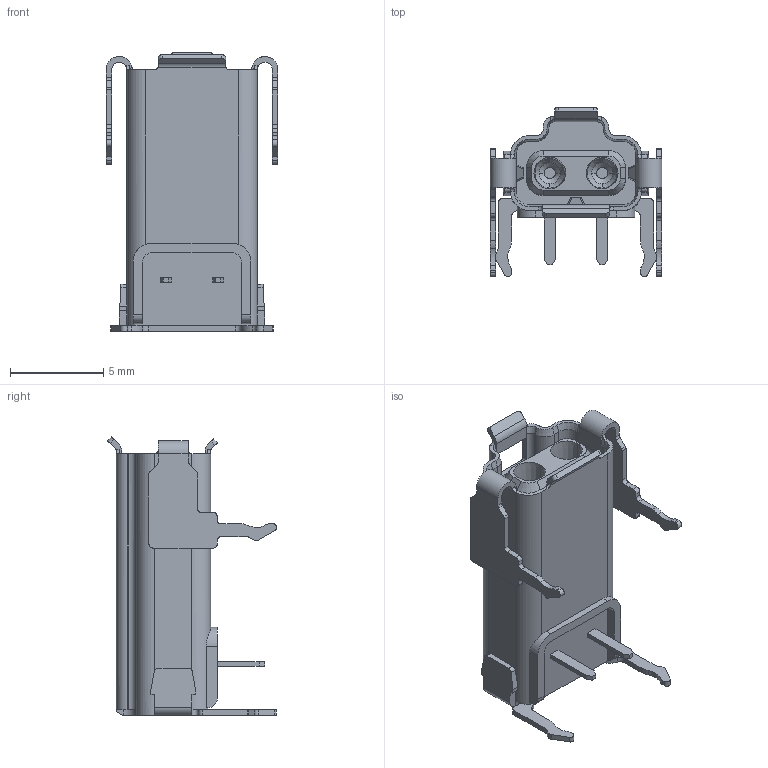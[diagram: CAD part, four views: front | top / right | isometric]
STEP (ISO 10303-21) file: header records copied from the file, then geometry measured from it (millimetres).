
FILE_DESCRIPTION (( 'STEP AP203' ), '1' );
FILE_NAME ('M-MSPE-J2L0-B00-REVT3.STEP', '2021-04-19T23:46:26', ( '' ), ( '' ), 'SwSTEP 2.0', 'SolidWorks 2019', '' );
FILE_SCHEMA (( 'CONFIG_CONTROL_DESIGN' ));
Length unit declared in the file: millimetre
Products named in the file (1): M-MSPE-J2L0-B00-REVT3
Bounding box: 9.2 x 9.04 x 14.9 mm (x, y, z)
Volume: 357.3 mm3; surface area: 734.1 mm2
Topology: 1 solids, 1 shells, 493 faces, 1325 edges, 850 vertices
Faces by surface type: plane 257, cylinder 153, bspline 57, cone 26
Entity records: 17297 total; most frequent: CARTESIAN_POINT 5743, ORIENTED_EDGE 2650, DIRECTION 1965, EDGE_CURVE 1325, VERTEX_POINT 850, LINE 847, VECTOR 847, AXIS2_PLACEMENT_3D 559
